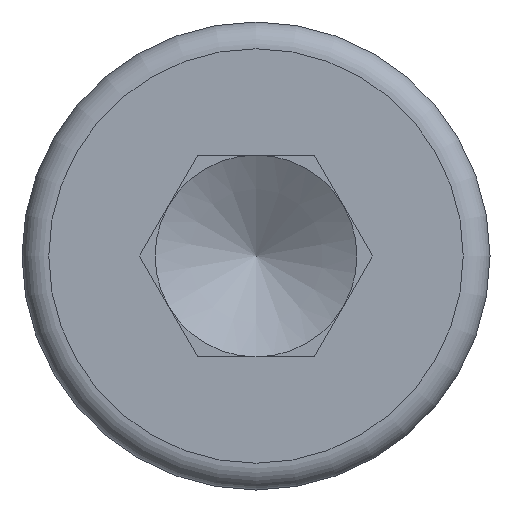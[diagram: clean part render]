
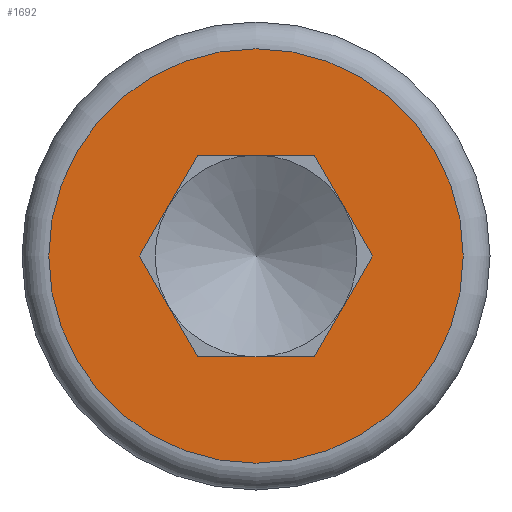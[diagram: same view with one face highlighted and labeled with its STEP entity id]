
A CAD part, left-side view. The second image highlights one B-rep face of the part: STEP entity #1692.
In plain terms, the highlighted planar face has unit normal (-1, 0, 0).
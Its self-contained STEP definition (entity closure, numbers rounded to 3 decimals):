
#74 = CARTESIAN_POINT ( 'NONE',  ( 0., -1.744, 0. ) ) ;
#83 = PLANE ( 'NONE',  #1528 ) ;
#86 = DIRECTION ( 'NONE',  ( -1., 0., 0. ) ) ;
#129 = ORIENTED_EDGE ( 'NONE', *, *, #581, .T. ) ;
#134 = CARTESIAN_POINT ( 'NONE',  ( 0., 1.744, 0. ) ) ;
#203 = DIRECTION ( 'NONE',  ( 0., 1., 0. ) ) ;
#235 = EDGE_CURVE ( 'NONE', #1742, #584, #2160, .T. ) ;
#321 = CARTESIAN_POINT ( 'NONE',  ( 0., -0.872, -1.51 ) ) ;
#464 = CARTESIAN_POINT ( 'NONE',  ( 0., 1.744, 0. ) ) ;
#480 = VERTEX_POINT ( 'NONE', #1162 ) ;
#483 = CARTESIAN_POINT ( 'NONE',  ( 0., 0., 3.1 ) ) ;
#516 = VECTOR ( 'NONE', #1007, 1000. ) ;
#524 = DIRECTION ( 'NONE',  ( 0., -0.5, 0.866 ) ) ;
#525 = VECTOR ( 'NONE', #1673, 1000. ) ;
#568 = LINE ( 'NONE', #1115, #1523 ) ;
#581 = EDGE_CURVE ( 'NONE', #1685, #1685, #2265, .T. ) ;
#584 = VERTEX_POINT ( 'NONE', #1515 ) ;
#655 = DIRECTION ( 'NONE',  ( 0., 0., 1. ) ) ;
#711 = VECTOR ( 'NONE', #2088, 1000. ) ;
#743 = ORIENTED_EDGE ( 'NONE', *, *, #2060, .F. ) ;
#744 = VERTEX_POINT ( 'NONE', #1668 ) ;
#754 = ORIENTED_EDGE ( 'NONE', *, *, #2041, .F. ) ;
#775 = VECTOR ( 'NONE', #1412, 1000. ) ;
#826 = CARTESIAN_POINT ( 'NONE',  ( 0., 0., 0. ) ) ;
#893 = VERTEX_POINT ( 'NONE', #1284 ) ;
#971 = LINE ( 'NONE', #1936, #711 ) ;
#987 = FACE_BOUND ( 'NONE', #1854, .T. ) ;
#989 = CARTESIAN_POINT ( 'NONE',  ( 0., 0., 0. ) ) ;
#1007 = DIRECTION ( 'NONE',  ( 0., -0.5, -0.866 ) ) ;
#1110 = ORIENTED_EDGE ( 'NONE', *, *, #235, .T. ) ;
#1115 = CARTESIAN_POINT ( 'NONE',  ( 0., -0.872, 1.51 ) ) ;
#1149 = DIRECTION ( 'NONE',  ( 0., 0., 1. ) ) ;
#1162 = CARTESIAN_POINT ( 'NONE',  ( 0., 0.872, -1.51 ) ) ;
#1176 = EDGE_LOOP ( 'NONE', ( #129 ) ) ;
#1179 = EDGE_CURVE ( 'NONE', #893, #584, #568, .T. ) ;
#1189 = FACE_OUTER_BOUND ( 'NONE', #1176, .T. ) ;
#1229 = ORIENTED_EDGE ( 'NONE', *, *, #1757, .T. ) ;
#1284 = CARTESIAN_POINT ( 'NONE',  ( 0., -0.872, 1.51 ) ) ;
#1319 = LINE ( 'NONE', #74, #525 ) ;
#1326 = AXIS2_PLACEMENT_3D ( 'NONE', #989, #86, #1149 ) ;
#1375 = LINE ( 'NONE', #1730, #775 ) ;
#1407 = ORIENTED_EDGE ( 'NONE', *, *, #1179, .F. ) ;
#1412 = DIRECTION ( 'NONE',  ( 0., -1., 0. ) ) ;
#1515 = CARTESIAN_POINT ( 'NONE',  ( 0., 0.872, 1.51 ) ) ;
#1523 = VECTOR ( 'NONE', #203, 1000. ) ;
#1528 = AXIS2_PLACEMENT_3D ( 'NONE', #826, #1547, #655 ) ;
#1533 = LINE ( 'NONE', #464, #516 ) ;
#1547 = DIRECTION ( 'NONE',  ( -1., 0., 0. ) ) ;
#1610 = EDGE_CURVE ( 'NONE', #744, #2110, #1319, .T. ) ;
#1668 = CARTESIAN_POINT ( 'NONE',  ( 0., -1.744, 0. ) ) ;
#1673 = DIRECTION ( 'NONE',  ( 0., 0.5, -0.866 ) ) ;
#1685 = VERTEX_POINT ( 'NONE', #483 ) ;
#1692 = ADVANCED_FACE ( 'NONE', ( #987, #1189 ), #83, .T. ) ;
#1730 = CARTESIAN_POINT ( 'NONE',  ( 0., 0.872, -1.51 ) ) ;
#1742 = VERTEX_POINT ( 'NONE', #134 ) ;
#1757 = EDGE_CURVE ( 'NONE', #893, #744, #971, .T. ) ;
#1854 = EDGE_LOOP ( 'NONE', ( #1110, #1407, #1229, #2253, #754, #743 ) ) ;
#1936 = CARTESIAN_POINT ( 'NONE',  ( 0., -0.872, 1.51 ) ) ;
#1950 = CARTESIAN_POINT ( 'NONE',  ( 0., 1.744, 0. ) ) ;
#2041 = EDGE_CURVE ( 'NONE', #480, #2110, #1375, .T. ) ;
#2060 = EDGE_CURVE ( 'NONE', #1742, #480, #1533, .T. ) ;
#2088 = DIRECTION ( 'NONE',  ( 0., -0.5, -0.866 ) ) ;
#2110 = VERTEX_POINT ( 'NONE', #321 ) ;
#2123 = VECTOR ( 'NONE', #524, 1000. ) ;
#2160 = LINE ( 'NONE', #1950, #2123 ) ;
#2253 = ORIENTED_EDGE ( 'NONE', *, *, #1610, .T. ) ;
#2265 = CIRCLE ( 'NONE', #1326, 3.1 ) ;
